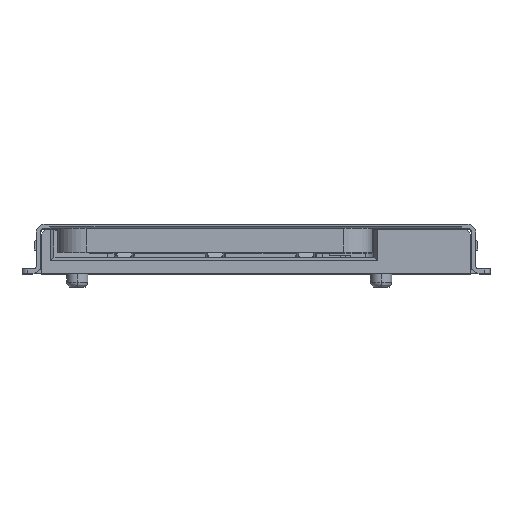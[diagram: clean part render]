
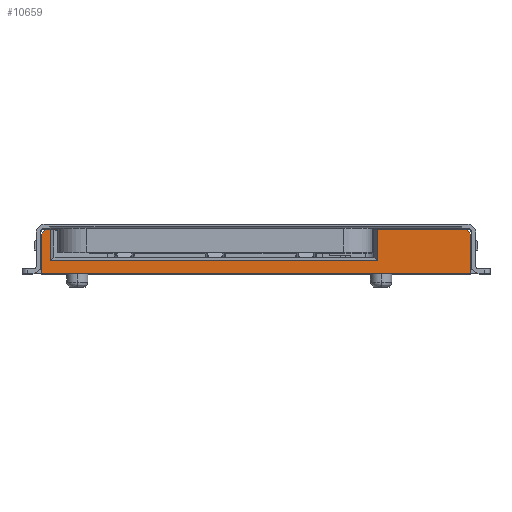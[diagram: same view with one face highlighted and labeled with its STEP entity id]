
A CAD part, top view. The second image highlights one B-rep face of the part: STEP entity #10659.
In plain terms, the highlighted planar face has unit normal (0, 0, 1).
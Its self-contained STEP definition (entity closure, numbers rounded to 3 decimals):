
#305 = DIRECTION ( 'NONE',  ( 0.713, 0.702, 0. ) ) ;
#433 = VERTEX_POINT ( 'NONE', #19472 ) ;
#631 = EDGE_CURVE ( 'NONE', #13427, #11417, #26735, .T. ) ;
#787 = VERTEX_POINT ( 'NONE', #12895 ) ;
#972 = CARTESIAN_POINT ( 'NONE',  ( -2.978, -0.113, 6.75 ) ) ;
#1079 = LINE ( 'NONE', #15898, #5954 ) ;
#1618 = AXIS2_PLACEMENT_3D ( 'NONE', #11046, #19666, #9722 ) ;
#1673 = ORIENTED_EDGE ( 'NONE', *, *, #24177, .F. ) ;
#1694 = ORIENTED_EDGE ( 'NONE', *, *, #12219, .T. ) ;
#2476 = LINE ( 'NONE', #17986, #13067 ) ;
#2611 = DIRECTION ( 'NONE',  ( 0., -1., 0. ) ) ;
#2882 = LINE ( 'NONE', #11759, #8782 ) ;
#3386 = ORIENTED_EDGE ( 'NONE', *, *, #4226, .F. ) ;
#3636 = VECTOR ( 'NONE', #10806, 1000. ) ;
#4226 = EDGE_CURVE ( 'NONE', #11417, #17137, #2476, .T. ) ;
#4632 = LINE ( 'NONE', #15358, #5055 ) ;
#5055 = VECTOR ( 'NONE', #12957, 1000. ) ;
#5074 = EDGE_CURVE ( 'NONE', #12335, #20459, #22952, .T. ) ;
#5297 = DIRECTION ( 'NONE',  ( 1., 0., 0. ) ) ;
#5415 = CARTESIAN_POINT ( 'NONE',  ( 3.022, 0.147, 6.75 ) ) ;
#5954 = VECTOR ( 'NONE', #5297, 1000. ) ;
#5999 = EDGE_CURVE ( 'NONE', #787, #10298, #19498, .T. ) ;
#7425 = CARTESIAN_POINT ( 'NONE',  ( 1.434, 0.757, 6.75 ) ) ;
#7554 = VECTOR ( 'NONE', #10396, 1000. ) ;
#7840 = VERTEX_POINT ( 'NONE', #8982 ) ;
#8332 = EDGE_CURVE ( 'NONE', #13597, #7840, #20910, .T. ) ;
#8782 = VECTOR ( 'NONE', #2611, 1000. ) ;
#8982 = CARTESIAN_POINT ( 'NONE',  ( -8.728, -0.113, 6.75 ) ) ;
#9068 = ORIENTED_EDGE ( 'NONE', *, *, #5999, .F. ) ;
#9722 = DIRECTION ( 'NONE',  ( 1., 0., 0. ) ) ;
#10298 = VERTEX_POINT ( 'NONE', #13464 ) ;
#10396 = DIRECTION ( 'NONE',  ( 0., -1., 0. ) ) ;
#10659 = ADVANCED_FACE ( 'NONE', ( #13155 ), #21787, .T. ) ;
#10806 = DIRECTION ( 'NONE',  ( 1., 0., 0. ) ) ;
#11046 = CARTESIAN_POINT ( 'NONE',  ( -2.978, 0.147, 6.75 ) ) ;
#11294 = CARTESIAN_POINT ( 'NONE',  ( 0.422, -0.113, 6.75 ) ) ;
#11417 = VERTEX_POINT ( 'NONE', #17579 ) ;
#11759 = CARTESIAN_POINT ( 'NONE',  ( 0.422, 0.147, 6.75 ) ) ;
#12087 = LINE ( 'NONE', #14194, #7554 ) ;
#12129 = ORIENTED_EDGE ( 'NONE', *, *, #19659, .T. ) ;
#12219 = EDGE_CURVE ( 'NONE', #7840, #433, #4632, .T. ) ;
#12335 = VERTEX_POINT ( 'NONE', #26758 ) ;
#12448 = VECTOR ( 'NONE', #16707, 1000. ) ;
#12824 = CARTESIAN_POINT ( 'NONE',  ( 3.022, 0.634, 6.75 ) ) ;
#12895 = CARTESIAN_POINT ( 'NONE',  ( -8.978, 0.634, 6.75 ) ) ;
#12957 = DIRECTION ( 'NONE',  ( 0., 1., 0. ) ) ;
#13067 = VECTOR ( 'NONE', #19830, 1000. ) ;
#13132 = CARTESIAN_POINT ( 'NONE',  ( 0.422, 0.757, 6.75 ) ) ;
#13155 = FACE_OUTER_BOUND ( 'NONE', #24212, .T. ) ;
#13427 = VERTEX_POINT ( 'NONE', #13132 ) ;
#13464 = CARTESIAN_POINT ( 'NONE',  ( -8.853, 0.757, 6.75 ) ) ;
#13597 = VERTEX_POINT ( 'NONE', #11294 ) ;
#13826 = ORIENTED_EDGE ( 'NONE', *, *, #19289, .T. ) ;
#14123 = VECTOR ( 'NONE', #26777, 1000. ) ;
#14194 = CARTESIAN_POINT ( 'NONE',  ( -8.978, 0.147, 6.75 ) ) ;
#15358 = CARTESIAN_POINT ( 'NONE',  ( -8.728, 0.147, 6.75 ) ) ;
#15846 = VECTOR ( 'NONE', #305, 1000. ) ;
#15898 = CARTESIAN_POINT ( 'NONE',  ( -5.466, 0.757, 6.75 ) ) ;
#16011 = DIRECTION ( 'NONE',  ( 1., 0., 0. ) ) ;
#16432 = LINE ( 'NONE', #5415, #12448 ) ;
#16707 = DIRECTION ( 'NONE',  ( 0., 1., 0. ) ) ;
#16790 = ORIENTED_EDGE ( 'NONE', *, *, #5074, .T. ) ;
#17137 = VERTEX_POINT ( 'NONE', #12824 ) ;
#17240 = CARTESIAN_POINT ( 'NONE',  ( -9.016, 0.597, 6.75 ) ) ;
#17579 = CARTESIAN_POINT ( 'NONE',  ( 2.897, 0.757, 6.75 ) ) ;
#17986 = CARTESIAN_POINT ( 'NONE',  ( 3.059, 0.597, 6.75 ) ) ;
#19289 = EDGE_CURVE ( 'NONE', #787, #12335, #12087, .T. ) ;
#19472 = CARTESIAN_POINT ( 'NONE',  ( -8.728, 0.757, 6.75 ) ) ;
#19498 = LINE ( 'NONE', #17240, #15846 ) ;
#19654 = ORIENTED_EDGE ( 'NONE', *, *, #631, .F. ) ;
#19659 = EDGE_CURVE ( 'NONE', #20459, #17137, #16432, .T. ) ;
#19666 = DIRECTION ( 'NONE',  ( 0., 0., 1. ) ) ;
#19830 = DIRECTION ( 'NONE',  ( 0.713, -0.702, 0. ) ) ;
#20459 = VERTEX_POINT ( 'NONE', #25351 ) ;
#20839 = CARTESIAN_POINT ( 'NONE',  ( -2.978, -0.463, 6.75 ) ) ;
#20910 = LINE ( 'NONE', #972, #14123 ) ;
#21787 = PLANE ( 'NONE',  #1618 ) ;
#22035 = EDGE_CURVE ( 'NONE', #13427, #13597, #2882, .T. ) ;
#22121 = ORIENTED_EDGE ( 'NONE', *, *, #8332, .T. ) ;
#22952 = LINE ( 'NONE', #20839, #3636 ) ;
#24177 = EDGE_CURVE ( 'NONE', #10298, #433, #1079, .T. ) ;
#24212 = EDGE_LOOP ( 'NONE', ( #13826, #16790, #12129, #3386, #19654, #24360, #22121, #1694, #1673, #9068 ) ) ;
#24360 = ORIENTED_EDGE ( 'NONE', *, *, #22035, .T. ) ;
#25351 = CARTESIAN_POINT ( 'NONE',  ( 3.022, -0.463, 6.75 ) ) ;
#26735 = LINE ( 'NONE', #7425, #27416 ) ;
#26758 = CARTESIAN_POINT ( 'NONE',  ( -8.978, -0.463, 6.75 ) ) ;
#26777 = DIRECTION ( 'NONE',  ( -1., 0., 0. ) ) ;
#27416 = VECTOR ( 'NONE', #16011, 1000. ) ;
